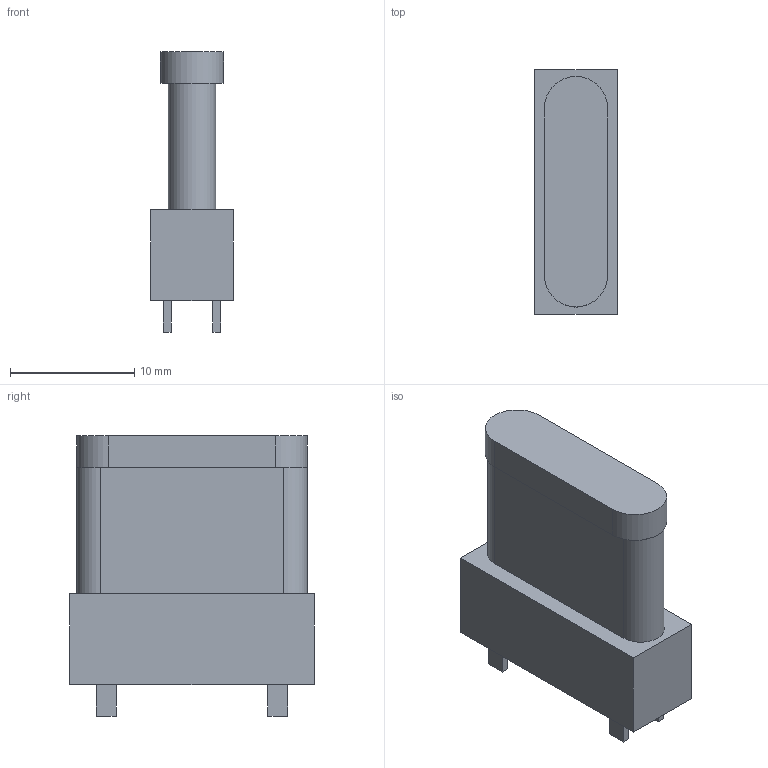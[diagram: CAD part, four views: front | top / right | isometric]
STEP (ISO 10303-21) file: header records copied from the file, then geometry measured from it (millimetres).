
FILE_DESCRIPTION(/* description */ (''),/* implementation_level */ '2;1');
FILE_NAME(/* name */ '409-04-01.stp',/* time_stamp */ '2018-12-30T16:19:04-06:00',/* author */ (''),/* organization */ (''),/* preprocessor_version */ 'ST-DEVELOPER v16.7',/* originating_system */ 'SIEMENS PLM Software NX 12.0',/* authorisation */ '');
FILE_SCHEMA (('AUTOMOTIVE_DESIGN { 1 0 10303 214 3 1 1 1 }'));
Length unit declared in the file: inch
Products named in the file (1): 409-04-01
Bounding box: 6.6 x 19.68 x 22.56 mm (x, y, z)
Volume: 1872.6 mm3; surface area: 1262.2 mm2
Topology: 1 solids, 1 shells, 37 faces, 88 edges, 58 vertices
Faces by surface type: plane 33, cylinder 4
Entity records: 1346 total; most frequent: CARTESIAN_POINT 184, ORIENTED_EDGE 176, DIRECTION 176, EDGE_CURVE 88, LINE 76, VECTOR 76, VERTEX_POINT 58, AXIS2_PLACEMENT_3D 50
